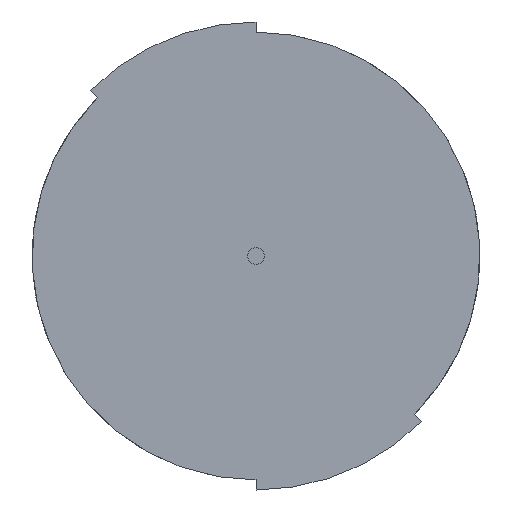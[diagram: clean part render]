
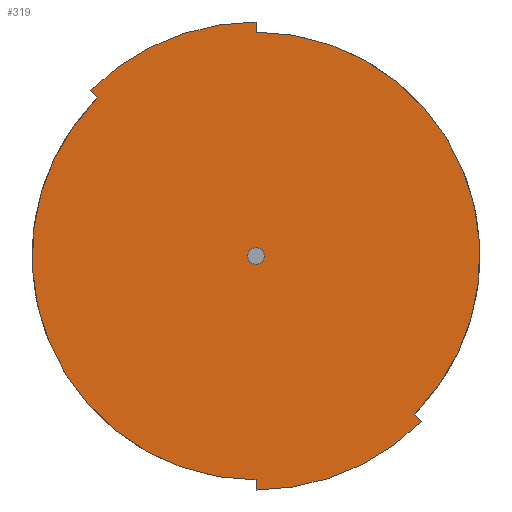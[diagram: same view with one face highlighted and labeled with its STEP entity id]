
A CAD part, front view. The second image highlights one B-rep face of the part: STEP entity #319.
In plain terms, the highlighted planar face has unit normal (0, -1, 0).
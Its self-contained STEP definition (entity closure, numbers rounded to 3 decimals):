
#24 = VERTEX_POINT('',#25);
#25 = CARTESIAN_POINT('',(0.,0.,-1.5));
#31 = EDGE_CURVE('',#32,#24,#34,.T.);
#32 = VERTEX_POINT('',#33);
#33 = CARTESIAN_POINT('',(0.,0.,1.5));
#34 = CIRCLE('',#35,1.5);
#35 = AXIS2_PLACEMENT_3D('',#36,#37,#38);
#36 = CARTESIAN_POINT('',(0.,0.,0.));
#37 = DIRECTION('',(0.,-1.,0.));
#38 = DIRECTION('',(0.,0.,-1.));
#83 = VERTEX_POINT('',#84);
#84 = CARTESIAN_POINT('',(0.,0.,40.));
#90 = EDGE_CURVE('',#83,#91,#93,.T.);
#91 = VERTEX_POINT('',#92);
#92 = CARTESIAN_POINT('',(28.284,0.,-28.284));
#93 = CIRCLE('',#94,40.);
#94 = AXIS2_PLACEMENT_3D('',#95,#96,#97);
#95 = CARTESIAN_POINT('',(0.,0.,0.));
#96 = DIRECTION('',(0.,1.,0.));
#97 = DIRECTION('',(0.,-0.,1.));
#170 = EDGE_CURVE('',#171,#173,#175,.T.);
#171 = VERTEX_POINT('',#172);
#172 = CARTESIAN_POINT('',(-28.284,0.,28.284));
#173 = VERTEX_POINT('',#174);
#174 = CARTESIAN_POINT('',(-29.557,0.,29.557));
#175 = LINE('',#176,#177);
#176 = CARTESIAN_POINT('',(-29.557,0.,29.557));
#177 = VECTOR('',#178,1.);
#178 = DIRECTION('',(-0.707,0.,0.707));
#201 = EDGE_CURVE('',#173,#202,#204,.T.);
#202 = VERTEX_POINT('',#203);
#203 = CARTESIAN_POINT('',(0.,0.,41.8));
#204 = CIRCLE('',#205,41.8);
#205 = AXIS2_PLACEMENT_3D('',#206,#207,#208);
#206 = CARTESIAN_POINT('',(0.,0.,0.));
#207 = DIRECTION('',(0.,1.,0.));
#208 = DIRECTION('',(0.,0.,-1.));
#226 = EDGE_CURVE('',#202,#83,#227,.T.);
#227 = LINE('',#228,#229);
#228 = CARTESIAN_POINT('',(0.,0.,40.));
#229 = VECTOR('',#230,1.);
#230 = DIRECTION('',(0.,0.,-1.));
#253 = VERTEX_POINT('',#254);
#254 = CARTESIAN_POINT('',(0.,0.,-40.));
#260 = EDGE_CURVE('',#253,#171,#261,.T.);
#261 = CIRCLE('',#262,40.);
#262 = AXIS2_PLACEMENT_3D('',#263,#264,#265);
#263 = CARTESIAN_POINT('',(0.,0.,0.));
#264 = DIRECTION('',(0.,1.,0.));
#265 = DIRECTION('',(0.,-0.,1.));
#319 = ADVANCED_FACE('',(#320,#330),#360,.F.);
#320 = FACE_BOUND('',#321,.T.);
#321 = EDGE_LOOP('',(#322,#329));
#322 = ORIENTED_EDGE('',*,*,#323,.F.);
#323 = EDGE_CURVE('',#24,#32,#324,.T.);
#324 = CIRCLE('',#325,1.5);
#325 = AXIS2_PLACEMENT_3D('',#326,#327,#328);
#326 = CARTESIAN_POINT('',(0.,0.,0.));
#327 = DIRECTION('',(0.,-1.,0.));
#328 = DIRECTION('',(0.,0.,-1.));
#329 = ORIENTED_EDGE('',*,*,#31,.F.);
#330 = FACE_BOUND('',#331,.T.);
#331 = EDGE_LOOP('',(#332,#333,#341,#350,#356,#357,#358,#359));
#332 = ORIENTED_EDGE('',*,*,#260,.F.);
#333 = ORIENTED_EDGE('',*,*,#334,.F.);
#334 = EDGE_CURVE('',#335,#253,#337,.T.);
#335 = VERTEX_POINT('',#336);
#336 = CARTESIAN_POINT('',(0.,0.,-41.8));
#337 = LINE('',#338,#339);
#338 = CARTESIAN_POINT('',(0.,0.,-40.));
#339 = VECTOR('',#340,1.);
#340 = DIRECTION('',(-0.,-0.,1.));
#341 = ORIENTED_EDGE('',*,*,#342,.F.);
#342 = EDGE_CURVE('',#343,#335,#345,.T.);
#343 = VERTEX_POINT('',#344);
#344 = CARTESIAN_POINT('',(29.557,0.,-29.557));
#345 = CIRCLE('',#346,41.8);
#346 = AXIS2_PLACEMENT_3D('',#347,#348,#349);
#347 = CARTESIAN_POINT('',(0.,0.,0.));
#348 = DIRECTION('',(0.,1.,0.));
#349 = DIRECTION('',(0.,-0.,1.));
#350 = ORIENTED_EDGE('',*,*,#351,.F.);
#351 = EDGE_CURVE('',#91,#343,#352,.T.);
#352 = LINE('',#353,#354);
#353 = CARTESIAN_POINT('',(29.557,0.,-29.557));
#354 = VECTOR('',#355,1.);
#355 = DIRECTION('',(0.707,-0.,-0.707));
#356 = ORIENTED_EDGE('',*,*,#90,.F.);
#357 = ORIENTED_EDGE('',*,*,#226,.F.);
#358 = ORIENTED_EDGE('',*,*,#201,.F.);
#359 = ORIENTED_EDGE('',*,*,#170,.F.);
#360 = PLANE('',#361);
#361 = AXIS2_PLACEMENT_3D('',#362,#363,#364);
#362 = CARTESIAN_POINT('',(0.,0.,0.));
#363 = DIRECTION('',(0.,1.,0.));
#364 = DIRECTION('',(0.,-0.,1.));
